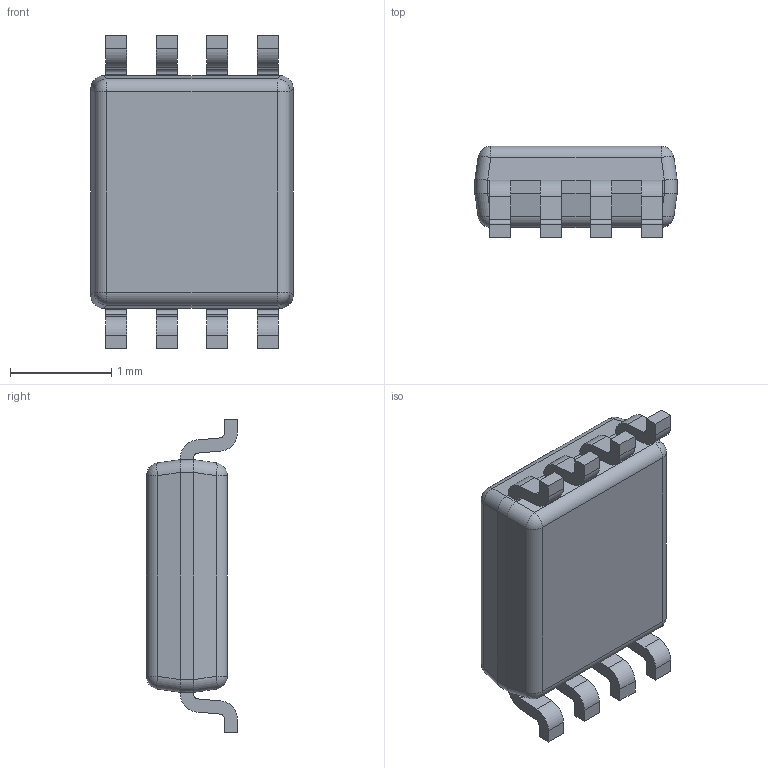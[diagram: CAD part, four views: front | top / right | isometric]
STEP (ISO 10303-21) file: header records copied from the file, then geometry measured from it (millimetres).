
FILE_DESCRIPTION((''),'2;1');
FILE_NAME('DCU0008A_ASM','2015-04-30T',('a0412086'),(''),'PRO/ENGINEER BY PARAMETRIC TECHNOLOGY CORPORATION, 2011490','PRO/ENGINEER BY PARAMETRIC TECHNOLOGY CORPORATION, 2011490','');
FILE_SCHEMA(('AUTOMOTIVE_DESIGN { 1 0 10303 214 1 1 1 1 }'));
Length unit declared in the file: millimetre
Products named in the file (3): BODY_DCU0008A; LEAD_DCU0008A; DCU0008A_ASM
Assembly tree (9 placements, depth 2):
  DCU0008A_ASM
    BODY_DCU0008A
    LEAD_DCU0008A  x8
Bounding box: 2 x 0.9 x 3.1 mm (x, y, z)
Volume: 3.7 mm3; surface area: 18.7 mm2
Topology: 9 solids, 9 shells, 154 faces, 384 edges, 248 vertices
Faces by surface type: plane 94, cylinder 52, sphere 8
Entity records: 2672 total; most frequent: CARTESIAN_POINT 402, DIRECTION 276, ORIENTED_EDGE 264, PRESENTATION_STYLE_ASSIGNMENT 135, STYLED_ITEM 135, CURVE_STYLE 132, EDGE_CURVE 132, AXIS2_PLACEMENT_3D 100
